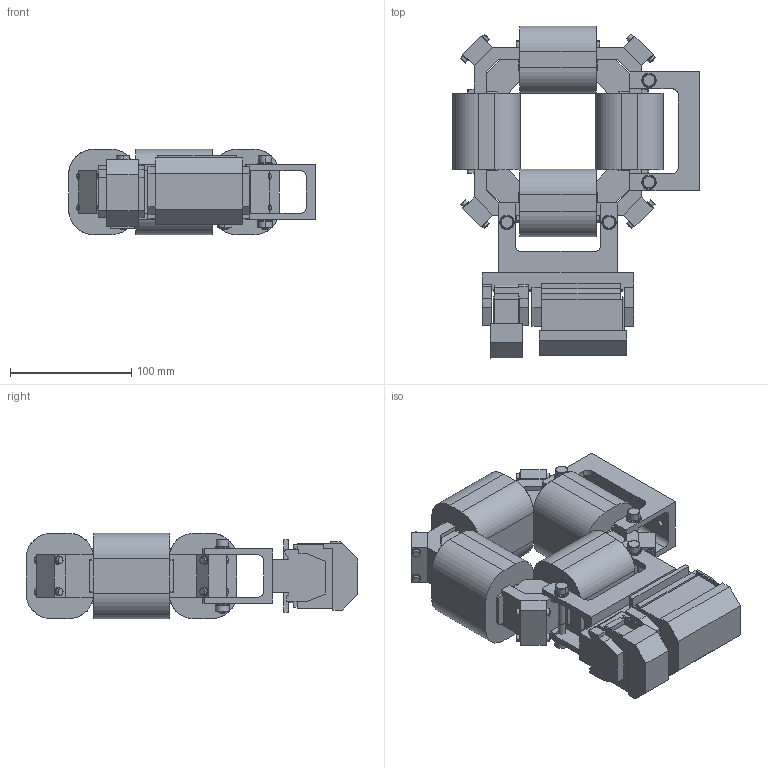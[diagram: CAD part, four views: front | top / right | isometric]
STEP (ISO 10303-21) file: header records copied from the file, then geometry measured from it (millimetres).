
FILE_DESCRIPTION(('CATIA V6 STEP','CAx-IF Rec.Pracs.--- Model Styling and Organization---1.4--- 2014-01-23'),'2;1');
FILE_NAME('SPK corrector.stp','2017-04-04T14:16:36+00:00',('none'),('none'),'3DEXPERIENCE Platform3DEXPERIENCE R2016x HotFix 9','3DEXPERIENCE Platform STEP AP214','none');
FILE_SCHEMA(('AUTOMOTIVE_DESIGN { 1 0 10303 214 1 1 1 1 }'));
Bounding box: 203.3 x 273.5 x 70.6 mm (x, y, z)
Surface area: 198737.3 mm2 (no closed solid volume)
Topology: 0 solids, 843 shells, 903 faces, 4512 edges, 4464 vertices
Faces by surface type: plane 492, cylinder 283, cone 84, torus 44
Entity records: 53295 total; most frequent: CARTESIAN_POINT 18302, DIRECTION 5656, ORIENTED_EDGE 4660, EDGE_CURVE 4512, VERTEX_POINT 4464, VECTOR 2990, LINE 2990, AXIS2_PLACEMENT_3D 1780
